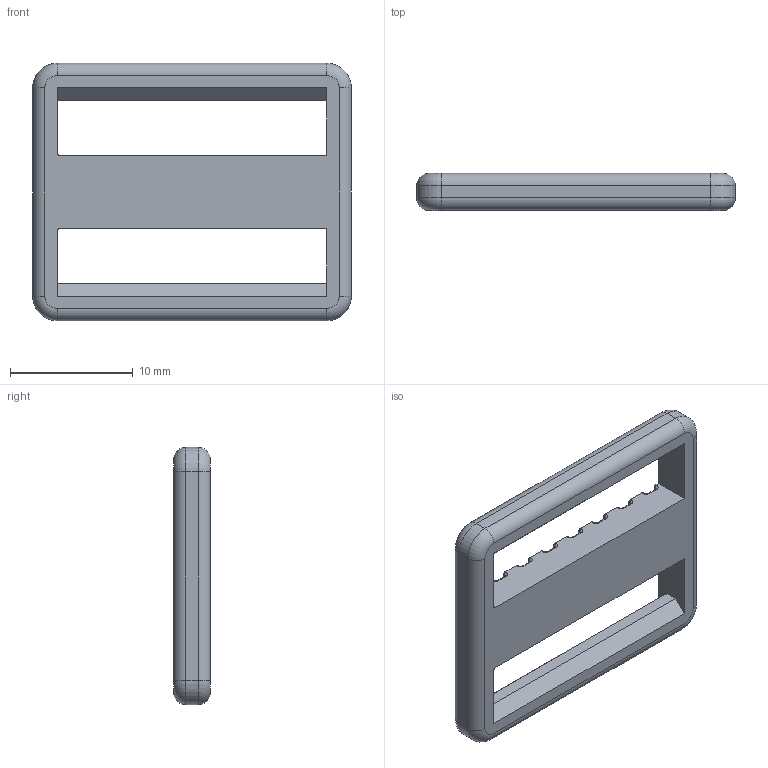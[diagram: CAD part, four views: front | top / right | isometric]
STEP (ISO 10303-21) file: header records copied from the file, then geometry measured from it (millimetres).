
FILE_DESCRIPTION (( 'STEP AP203' ), '1' );
FILE_NAME ('日字扣.S', '2026-01-10T03:34:08', ( '' ), ( '' ), 'SwSTEP 2.0', 'SolidWorks 2025', '' );
FILE_SCHEMA (( 'CONFIG_CONTROL_DESIGN' ));
Length unit declared in the file: millimetre
Products named in the file (1): 日字扣
Bounding box: 26 x 3 x 21 mm (x, y, z)
Volume: 934.8 mm3; surface area: 1165 mm2
Topology: 1 solids, 1 shells, 163 faces, 406 edges, 244 vertices
Faces by surface type: cylinder 76, plane 47, torus 40
Entity records: 4917 total; most frequent: DIRECTION 926, CARTESIAN_POINT 814, ORIENTED_EDGE 812, EDGE_CURVE 406, AXIS2_PLACEMENT_3D 356, VERTEX_POINT 244, VECTOR 214, LINE 214
